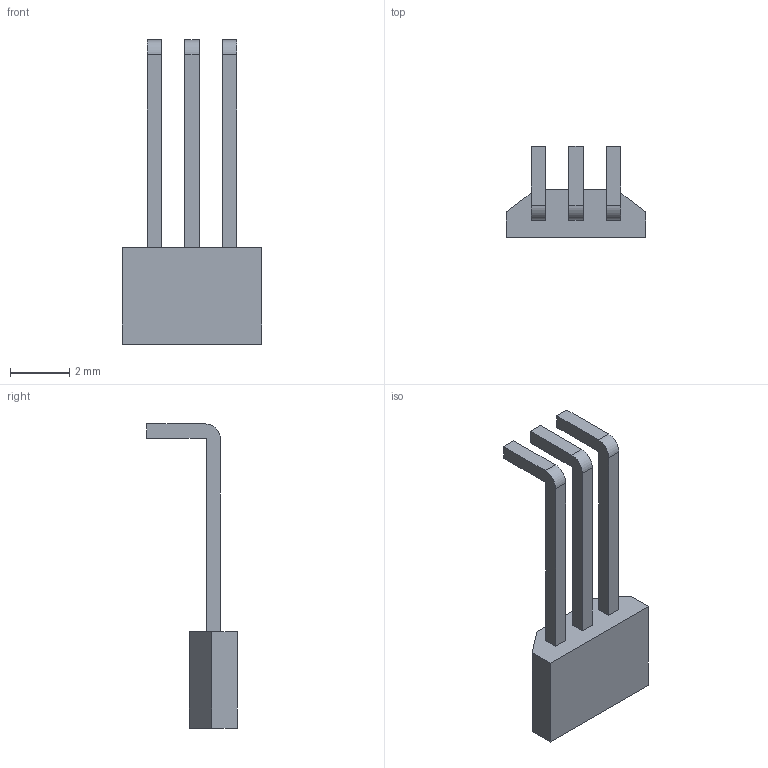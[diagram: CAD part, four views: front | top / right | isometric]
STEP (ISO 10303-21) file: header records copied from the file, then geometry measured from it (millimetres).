
FILE_DESCRIPTION (( 'STEP AP214' ), '1' );
FILE_NAME ('SENSOR HALL.STEP', '2022-03-23T05:18:14', ( '' ), ( '' ), 'SwSTEP 2.0', 'SolidWorks 2018', '' );
FILE_SCHEMA (( 'AUTOMOTIVE_DESIGN' ));
Length unit declared in the file: millimetre
Products named in the file (1): SENSOR HALL
Bounding box: 4.69 x 3.05 x 10.25 mm (x, y, z)
Volume: 28.3 mm3; surface area: 102.6 mm2
Topology: 1 solids, 1 shells, 32 faces, 81 edges, 54 vertices
Faces by surface type: plane 29, cylinder 3
Entity records: 1238 total; most frequent: CARTESIAN_POINT 168, ORIENTED_EDGE 162, DIRECTION 153, EDGE_CURVE 81, LINE 75, VECTOR 75, VERTEX_POINT 54, AXIS2_PLACEMENT_3D 39
